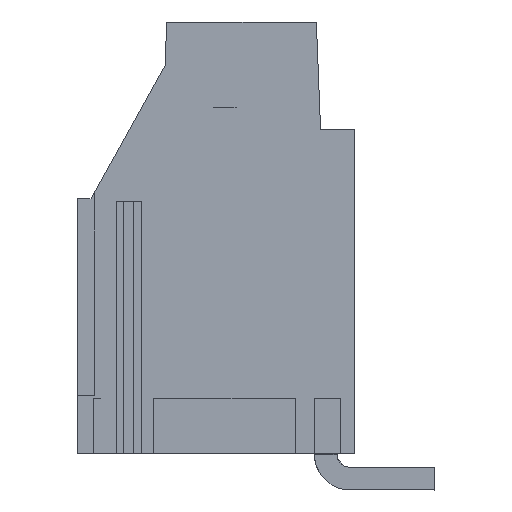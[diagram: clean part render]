
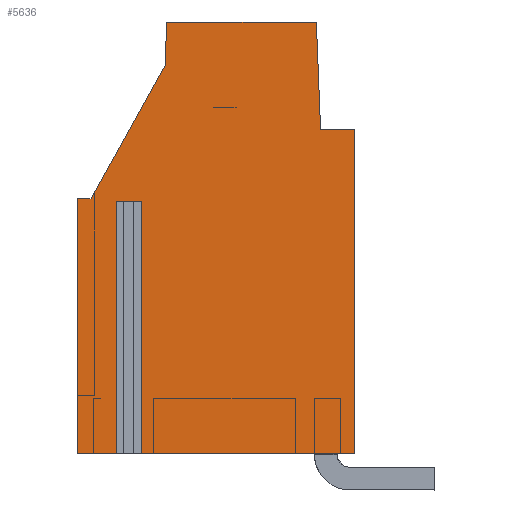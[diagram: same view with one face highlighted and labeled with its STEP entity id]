
A CAD part, left-side view. The second image highlights one B-rep face of the part: STEP entity #5636.
In plain terms, the highlighted planar face has unit normal (-1, 0, 0).
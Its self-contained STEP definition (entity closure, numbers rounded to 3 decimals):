
#5551=AXIS2_PLACEMENT_3D('Plane Axis2P3D',#5548,#5549,#5550) ;
#5116=CARTESIAN_POINT('Vertex',(0.65,3.2,14.3)) ;
#5119=CARTESIAN_POINT('Line Origine',(0.65,3.2,7.875)) ;
#5123=CARTESIAN_POINT('Vertex',(0.65,3.2,1.45)) ;
#5247=CARTESIAN_POINT('Vertex',(0.65,4.705,18.57)) ;
#5250=CARTESIAN_POINT('Line Origine',(0.65,4.622,16.435)) ;
#5254=CARTESIAN_POINT('Vertex',(0.65,4.538,14.3)) ;
#5521=CARTESIAN_POINT('Line Origine',(0.65,3.869,14.3)) ;
#5548=CARTESIAN_POINT('Axis2P3D Location',(0.65,-1.268,0.)) ;
#5553=CARTESIAN_POINT('Line Origine',(0.65,12.35,6.45)) ;
#5557=CARTESIAN_POINT('Vertex',(0.65,12.35,1.45)) ;
#5559=CARTESIAN_POINT('Vertex',(0.65,12.35,11.45)) ;
#5562=CARTESIAN_POINT('Line Origine',(0.65,12.15,11.45)) ;
#5566=CARTESIAN_POINT('Vertex',(0.65,11.95,11.45)) ;
#5569=CARTESIAN_POINT('Line Origine',(0.65,11.95,6.45)) ;
#5573=CARTESIAN_POINT('Vertex',(0.65,11.95,1.45)) ;
#5576=CARTESIAN_POINT('Line Origine',(0.65,7.575,1.45)) ;
#5581=CARTESIAN_POINT('Line Origine',(0.65,7.676,18.57)) ;
#5585=CARTESIAN_POINT('Vertex',(0.65,10.646,18.57)) ;
#5588=CARTESIAN_POINT('Line Origine',(0.65,10.676,17.71)) ;
#5592=CARTESIAN_POINT('Vertex',(0.65,10.706,16.849)) ;
#5595=CARTESIAN_POINT('Line Origine',(0.65,12.176,14.2)) ;
#5599=CARTESIAN_POINT('Vertex',(0.65,13.645,11.55)) ;
#5602=CARTESIAN_POINT('Line Origine',(0.65,13.923,11.55)) ;
#5606=CARTESIAN_POINT('Vertex',(0.65,14.2,11.55)) ;
#5609=CARTESIAN_POINT('Line Origine',(0.65,14.2,6.5)) ;
#5613=CARTESIAN_POINT('Vertex',(0.65,14.2,1.45)) ;
#5616=CARTESIAN_POINT('Line Origine',(0.65,13.275,1.45)) ;
#5120=DIRECTION('Vector Direction',(0.,0.,1.)) ;
#5251=DIRECTION('Vector Direction',(0.,-0.039,-0.999)) ;
#5522=DIRECTION('Vector Direction',(0.,1.,0.)) ;
#5549=DIRECTION('Axis2P3D Direction',(1.,0.,0.)) ;
#5550=DIRECTION('Axis2P3D XDirection',(0.,1.,0.)) ;
#5554=DIRECTION('Vector Direction',(0.,0.,1.)) ;
#5563=DIRECTION('Vector Direction',(0.,-1.,0.)) ;
#5570=DIRECTION('Vector Direction',(0.,0.,1.)) ;
#5577=DIRECTION('Vector Direction',(0.,1.,0.)) ;
#5582=DIRECTION('Vector Direction',(0.,1.,0.)) ;
#5589=DIRECTION('Vector Direction',(0.,0.035,-0.999)) ;
#5596=DIRECTION('Vector Direction',(0.,-0.485,0.875)) ;
#5603=DIRECTION('Vector Direction',(0.,-1.,0.)) ;
#5610=DIRECTION('Vector Direction',(0.,0.,-1.)) ;
#5617=DIRECTION('Vector Direction',(0.,1.,0.)) ;
#5121=VECTOR('Line Direction',#5120,1.) ;
#5252=VECTOR('Line Direction',#5251,1.) ;
#5523=VECTOR('Line Direction',#5522,1.) ;
#5555=VECTOR('Line Direction',#5554,1.) ;
#5564=VECTOR('Line Direction',#5563,1.) ;
#5571=VECTOR('Line Direction',#5570,1.) ;
#5578=VECTOR('Line Direction',#5577,1.) ;
#5583=VECTOR('Line Direction',#5582,1.) ;
#5590=VECTOR('Line Direction',#5589,1.) ;
#5597=VECTOR('Line Direction',#5596,1.) ;
#5604=VECTOR('Line Direction',#5603,1.) ;
#5611=VECTOR('Line Direction',#5610,1.) ;
#5618=VECTOR('Line Direction',#5617,1.) ;
#5622=ORIENTED_EDGE('',*,*,#5561,.T.) ;
#5623=ORIENTED_EDGE('',*,*,#5568,.T.) ;
#5624=ORIENTED_EDGE('',*,*,#5575,.F.) ;
#5625=ORIENTED_EDGE('',*,*,#5580,.F.) ;
#5626=ORIENTED_EDGE('',*,*,#5125,.F.) ;
#5627=ORIENTED_EDGE('',*,*,#5525,.F.) ;
#5628=ORIENTED_EDGE('',*,*,#5256,.F.) ;
#5629=ORIENTED_EDGE('',*,*,#5587,.F.) ;
#5630=ORIENTED_EDGE('',*,*,#5594,.F.) ;
#5631=ORIENTED_EDGE('',*,*,#5601,.F.) ;
#5632=ORIENTED_EDGE('',*,*,#5608,.F.) ;
#5633=ORIENTED_EDGE('',*,*,#5615,.F.) ;
#5634=ORIENTED_EDGE('',*,*,#5620,.F.) ;
#5636=ADVANCED_FACE('2',(#5635),#5552,.F.) ;
#5125=EDGE_CURVE('',#5117,#5124,#5122,.F.) ;
#5256=EDGE_CURVE('',#5248,#5255,#5253,.T.) ;
#5525=EDGE_CURVE('',#5255,#5117,#5524,.F.) ;
#5561=EDGE_CURVE('',#5558,#5560,#5556,.T.) ;
#5568=EDGE_CURVE('',#5560,#5567,#5565,.T.) ;
#5575=EDGE_CURVE('',#5574,#5567,#5572,.T.) ;
#5580=EDGE_CURVE('',#5124,#5574,#5579,.T.) ;
#5587=EDGE_CURVE('',#5586,#5248,#5584,.F.) ;
#5594=EDGE_CURVE('',#5593,#5586,#5591,.F.) ;
#5601=EDGE_CURVE('',#5600,#5593,#5598,.T.) ;
#5608=EDGE_CURVE('',#5607,#5600,#5605,.T.) ;
#5615=EDGE_CURVE('',#5614,#5607,#5612,.F.) ;
#5620=EDGE_CURVE('',#5558,#5614,#5619,.T.) ;
#5621=EDGE_LOOP('',(#5622,#5623,#5624,#5625,#5626,#5627,#5628,#5629,#5630,#5631,#5632,#5633,#5634)) ;
#5635=FACE_OUTER_BOUND('',#5621,.T.) ;
#5122=LINE('Line',#5119,#5121) ;
#5253=LINE('Line',#5250,#5252) ;
#5524=LINE('Line',#5521,#5523) ;
#5556=LINE('Line',#5553,#5555) ;
#5565=LINE('Line',#5562,#5564) ;
#5572=LINE('Line',#5569,#5571) ;
#5579=LINE('Line',#5576,#5578) ;
#5584=LINE('Line',#5581,#5583) ;
#5591=LINE('Line',#5588,#5590) ;
#5598=LINE('Line',#5595,#5597) ;
#5605=LINE('Line',#5602,#5604) ;
#5612=LINE('Line',#5609,#5611) ;
#5619=LINE('Line',#5616,#5618) ;
#5552=PLANE('',#5551) ;
#5117=VERTEX_POINT('',#5116) ;
#5124=VERTEX_POINT('',#5123) ;
#5248=VERTEX_POINT('',#5247) ;
#5255=VERTEX_POINT('',#5254) ;
#5558=VERTEX_POINT('',#5557) ;
#5560=VERTEX_POINT('',#5559) ;
#5567=VERTEX_POINT('',#5566) ;
#5574=VERTEX_POINT('',#5573) ;
#5586=VERTEX_POINT('',#5585) ;
#5593=VERTEX_POINT('',#5592) ;
#5600=VERTEX_POINT('',#5599) ;
#5607=VERTEX_POINT('',#5606) ;
#5614=VERTEX_POINT('',#5613) ;
